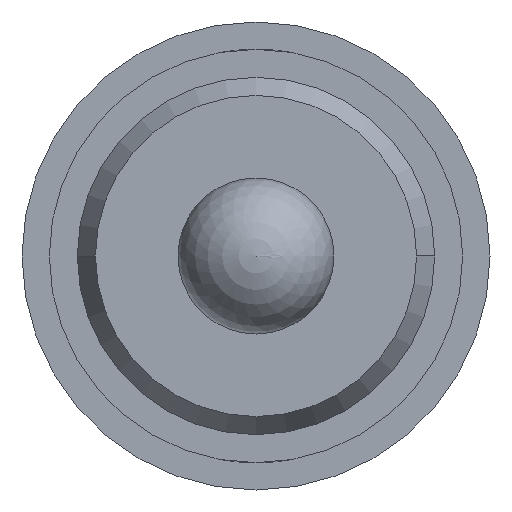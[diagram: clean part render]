
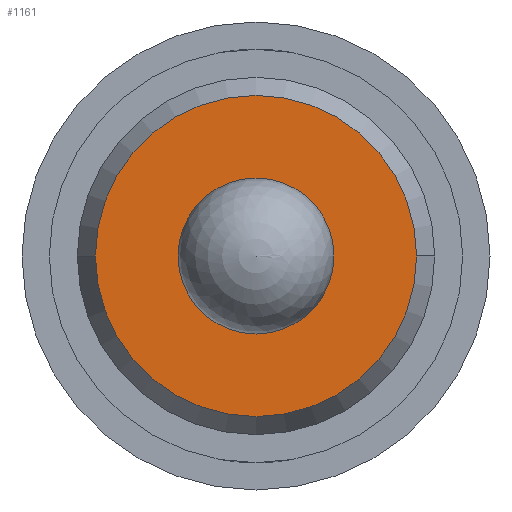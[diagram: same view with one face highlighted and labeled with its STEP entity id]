
A CAD part, front view. The second image highlights one B-rep face of the part: STEP entity #1161.
In plain terms, the highlighted planar face has unit normal (0, -1, 0).
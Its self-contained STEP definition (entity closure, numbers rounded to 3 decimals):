
#116 = DIRECTION ( 'NONE',  ( 0., 0., -1. ) ) ;
#818 = ORIENTED_EDGE ( 'NONE', *, *, #1047, .T. ) ;
#915 = AXIS2_PLACEMENT_3D ( 'NONE', #4538, #2332, #116 ) ;
#1047 = EDGE_CURVE ( 'Defeature ausgef�hrt1_17+Defeature ausgef�hrt1_14+Defeature ausgef�hrt1_14+Defeature ausgef�hrt1_14', #1199, #2755, #3321, .T. ) ;
#1051 = DIRECTION ( 'NONE',  ( 0., 0., -1. ) ) ;
#1110 = DIRECTION ( 'NONE',  ( 1., 0., 0. ) ) ;
#1161 = ADVANCED_FACE ( 'Defeature ausgef�hrt1_17', ( #1469, #4494 ), #2392, .T. ) ;
#1199 = VERTEX_POINT ( 'NONE', #2786 ) ;
#1245 = AXIS2_PLACEMENT_3D ( 'NONE', #3335, #1457, #1110 ) ;
#1265 = EDGE_CURVE ( 'Defeature ausgef�hrt1_17+Defeature ausgef�hrt1_16+Defeature ausgef�hrt1_16+Defeature ausgef�hrt1_16', #1612, #2893, #1887, .T. ) ;
#1334 = DIRECTION ( 'NONE',  ( 0., -1., 0. ) ) ;
#1394 = CIRCLE ( 'NONE', #4682, 0.5 ) ;
#1457 = DIRECTION ( 'NONE',  ( 0., -1., 0. ) ) ;
#1469 = FACE_BOUND ( 'NONE', #3832, .T. ) ;
#1483 = EDGE_CURVE ( 'Defeature ausgef�hrt1_17+Defeature ausgef�hrt1_16+Defeature ausgef�hrt1_16+Defeature ausgef�hrt1_16', #2893, #1612, #3805, .T. ) ;
#1612 = VERTEX_POINT ( 'NONE', #2522 ) ;
#1721 = CARTESIAN_POINT ( 'NONE',  ( 0., -28.6, 0. ) ) ;
#1887 = CIRCLE ( 'NONE', #3123, 1.03 ) ;
#2073 = DIRECTION ( 'NONE',  ( 1., 0., 0. ) ) ;
#2126 = DIRECTION ( 'NONE',  ( 0., -1., 0. ) ) ;
#2332 = DIRECTION ( 'NONE',  ( 0., 1., 0. ) ) ;
#2392 = PLANE ( 'NONE',  #3375 ) ;
#2522 = CARTESIAN_POINT ( 'NONE',  ( 1.03, -28.6, 0. ) ) ;
#2694 = EDGE_LOOP ( 'NONE', ( #3446, #3387 ) ) ;
#2755 = VERTEX_POINT ( 'NONE', #4265 ) ;
#2786 = CARTESIAN_POINT ( 'NONE',  ( 0., -28.6, -0.5 ) ) ;
#2893 = VERTEX_POINT ( 'NONE', #4389 ) ;
#3123 = AXIS2_PLACEMENT_3D ( 'NONE', #1721, #2126, #2073 ) ;
#3321 = CIRCLE ( 'NONE', #915, 0.5 ) ;
#3335 = CARTESIAN_POINT ( 'NONE',  ( 0., -28.6, 0. ) ) ;
#3375 = AXIS2_PLACEMENT_3D ( 'NONE', #3861, #1334, #3535 ) ;
#3387 = ORIENTED_EDGE ( 'NONE', *, *, #1265, .T. ) ;
#3446 = ORIENTED_EDGE ( 'NONE', *, *, #1483, .T. ) ;
#3535 = DIRECTION ( 'NONE',  ( 1., 0., 0. ) ) ;
#3805 = CIRCLE ( 'NONE', #1245, 1.03 ) ;
#3832 = EDGE_LOOP ( 'NONE', ( #3900, #818 ) ) ;
#3861 = CARTESIAN_POINT ( 'NONE',  ( -1.145, -28.6, 0. ) ) ;
#3900 = ORIENTED_EDGE ( 'NONE', *, *, #4085, .T. ) ;
#4085 = EDGE_CURVE ( 'Defeature ausgef�hrt1_17+Defeature ausgef�hrt1_14+Defeature ausgef�hrt1_14+Defeature ausgef�hrt1_14', #2755, #1199, #1394, .T. ) ;
#4265 = CARTESIAN_POINT ( 'NONE',  ( 0., -28.6, 0.5 ) ) ;
#4389 = CARTESIAN_POINT ( 'NONE',  ( -1.03, -28.6, 0. ) ) ;
#4458 = CARTESIAN_POINT ( 'NONE',  ( 0., -28.6, 0. ) ) ;
#4494 = FACE_OUTER_BOUND ( 'NONE', #2694, .T. ) ;
#4498 = DIRECTION ( 'NONE',  ( 0., 1., 0. ) ) ;
#4538 = CARTESIAN_POINT ( 'NONE',  ( 0., -28.6, 0. ) ) ;
#4682 = AXIS2_PLACEMENT_3D ( 'NONE', #4458, #4498, #1051 ) ;
